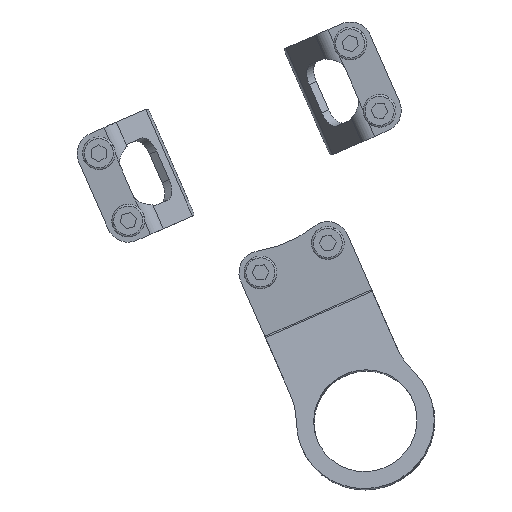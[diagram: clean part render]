
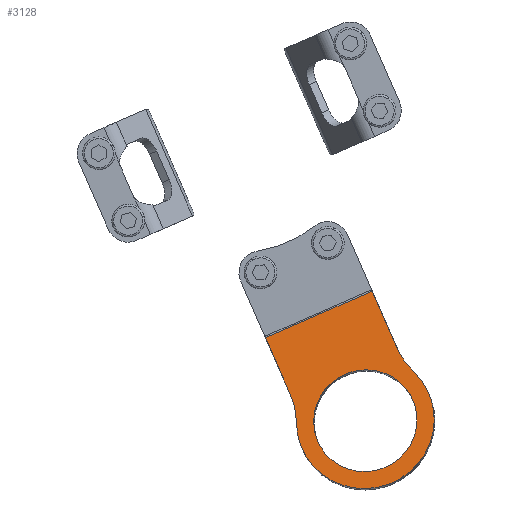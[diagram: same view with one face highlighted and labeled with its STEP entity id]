
A CAD part, front view. The second image highlights one B-rep face of the part: STEP entity #3128.
In plain terms, the highlighted planar face has unit normal (-0.083, -0.978, 0.191).
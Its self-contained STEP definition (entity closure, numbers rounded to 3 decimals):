
#57 = FACE_BOUND ( 'NONE', #7537, .T. ) ;
#180 = DIRECTION ( 'NONE',  ( 0.083, 0.978, -0.191 ) ) ;
#383 = VERTEX_POINT ( 'NONE', #9899 ) ;
#513 = LINE ( 'NONE', #855, #9345 ) ;
#661 = CARTESIAN_POINT ( 'NONE',  ( 549.639, -103.817, 618.714 ) ) ;
#691 = ORIENTED_EDGE ( 'NONE', *, *, #4388, .F. ) ;
#799 = DIRECTION ( 'NONE',  ( 0., 0.191, 0.982 ) ) ;
#855 = CARTESIAN_POINT ( 'NONE',  ( 551.38, -94.232, 668.686 ) ) ;
#887 = VECTOR ( 'NONE', #6101, 1000. ) ;
#928 = VERTEX_POINT ( 'NONE', #7092 ) ;
#1661 = CARTESIAN_POINT ( 'NONE',  ( 549.639, -101.093, 632.701 ) ) ;
#2022 = CARTESIAN_POINT ( 'NONE',  ( 549.639, -101.093, 632.701 ) ) ;
#2081 = FACE_OUTER_BOUND ( 'NONE', #6626, .T. ) ;
#2207 = CARTESIAN_POINT ( 'NONE',  ( 576.756, -97.974, 660.557 ) ) ;
#2349 = ORIENTED_EDGE ( 'NONE', *, *, #2538, .T. ) ;
#2473 = CARTESIAN_POINT ( 'NONE',  ( 551.545, -94.319, 668.309 ) ) ;
#2538 = EDGE_CURVE ( 'NONE', #4173, #383, #3299, .T. ) ;
#2761 = CARTESIAN_POINT ( 'NONE',  ( 549.639, -101.093, 632.701 ) ) ;
#2882 = DIRECTION ( 'NONE',  ( 0.083, 0.978, -0.191 ) ) ;
#3128 = ADVANCED_FACE ( 'NONE', ( #57, #2081 ), #8150, .F. ) ;
#3195 = DIRECTION ( 'NONE',  ( 0., 0.191, 0.982 ) ) ;
#3299 = CIRCLE ( 'NONE', #5025, 20. ) ;
#3660 = ORIENTED_EDGE ( 'NONE', *, *, #6831, .T. ) ;
#3736 = AXIS2_PLACEMENT_3D ( 'NONE', #2761, #180, #7103 ) ;
#3800 = CIRCLE ( 'NONE', #6030, 19. ) ;
#3872 = DIRECTION ( 'NONE',  ( 0.083, 0.978, -0.191 ) ) ;
#4121 = CARTESIAN_POINT ( 'NONE',  ( 549.639, -101.093, 632.701 ) ) ;
#4171 = AXIS2_PLACEMENT_3D ( 'NONE', #9298, #8311, #3195 ) ;
#4173 = VERTEX_POINT ( 'NONE', #6389 ) ;
#4329 = ORIENTED_EDGE ( 'NONE', *, *, #10986, .F. ) ;
#4388 = EDGE_CURVE ( 'NONE', #6164, #8622, #513, .T. ) ;
#4421 = CARTESIAN_POINT ( 'NONE',  ( 522.221, -94.319, 655.5 ) ) ;
#4433 = AXIS2_PLACEMENT_3D ( 'NONE', #2207, #3872, #6431 ) ;
#4457 = ORIENTED_EDGE ( 'NONE', *, *, #5564, .F. ) ;
#4517 = CARTESIAN_POINT ( 'NONE',  ( 510.776, -97.974, 631.736 ) ) ;
#4576 = ORIENTED_EDGE ( 'NONE', *, *, #7175, .T. ) ;
#4710 = ORIENTED_EDGE ( 'NONE', *, *, #8175, .F. ) ;
#4943 = AXIS2_PLACEMENT_3D ( 'NONE', #4121, #8352, #6756 ) ;
#4973 = CIRCLE ( 'NONE', #4171, 19. ) ;
#5025 = AXIS2_PLACEMENT_3D ( 'NONE', #4517, #9931, #9663 ) ;
#5431 = LINE ( 'NONE', #6978, #887 ) ;
#5478 = DIRECTION ( 'NONE',  ( 0., 0.191, 0.982 ) ) ;
#5564 = EDGE_CURVE ( 'NONE', #4173, #9227, #5431, .T. ) ;
#5900 = VERTEX_POINT ( 'NONE', #7229 ) ;
#6030 = AXIS2_PLACEMENT_3D ( 'NONE', #1661, #7477, #799 ) ;
#6101 = DIRECTION ( 'NONE',  ( -0.392, 0.208, 0.896 ) ) ;
#6164 = VERTEX_POINT ( 'NONE', #2473 ) ;
#6285 = EDGE_CURVE ( 'NONE', #928, #7671, #8366, .T. ) ;
#6389 = CARTESIAN_POINT ( 'NONE',  ( 529.104, -97.974, 639.742 ) ) ;
#6431 = DIRECTION ( 'NONE',  ( 0., 0.191, 0.982 ) ) ;
#6504 = VECTOR ( 'NONE', #10290, 1000. ) ;
#6626 = EDGE_LOOP ( 'NONE', ( #691, #3660, #4457, #2349, #4329, #4710, #7817 ) ) ;
#6756 = DIRECTION ( 'NONE',  ( 0., 0.191, 0.982 ) ) ;
#6831 = EDGE_CURVE ( 'NONE', #6164, #9227, #7680, .T. ) ;
#6978 = CARTESIAN_POINT ( 'NONE',  ( 522.056, -94.232, 655.876 ) ) ;
#7092 = CARTESIAN_POINT ( 'NONE',  ( 549.639, -98.369, 646.689 ) ) ;
#7103 = DIRECTION ( 'NONE',  ( 0., 0.191, 0.982 ) ) ;
#7107 = CIRCLE ( 'NONE', #4433, 20. ) ;
#7175 = EDGE_CURVE ( 'NONE', #7671, #928, #9585, .T. ) ;
#7229 = CARTESIAN_POINT ( 'NONE',  ( 562.85, -99.574, 646.272 ) ) ;
#7241 = VERTEX_POINT ( 'NONE', #9362 ) ;
#7477 = DIRECTION ( 'NONE',  ( 0.083, 0.978, -0.191 ) ) ;
#7537 = EDGE_LOOP ( 'NONE', ( #8508, #4576 ) ) ;
#7671 = VERTEX_POINT ( 'NONE', #661 ) ;
#7680 = LINE ( 'NONE', #4421, #6504 ) ;
#7817 = ORIENTED_EDGE ( 'NONE', *, *, #10342, .T. ) ;
#8150 = PLANE ( 'NONE',  #9331 ) ;
#8175 = EDGE_CURVE ( 'NONE', #5900, #7241, #3800, .T. ) ;
#8257 = CARTESIAN_POINT ( 'NONE',  ( 558.428, -97.974, 652.552 ) ) ;
#8311 = DIRECTION ( 'NONE',  ( 0.083, 0.978, -0.191 ) ) ;
#8352 = DIRECTION ( 'NONE',  ( 0.083, 0.978, -0.191 ) ) ;
#8366 = CIRCLE ( 'NONE', #3736, 14.25 ) ;
#8508 = ORIENTED_EDGE ( 'NONE', *, *, #6285, .T. ) ;
#8622 = VERTEX_POINT ( 'NONE', #8257 ) ;
#9227 = VERTEX_POINT ( 'NONE', #10620 ) ;
#9298 = CARTESIAN_POINT ( 'NONE',  ( 549.639, -101.093, 632.701 ) ) ;
#9331 = AXIS2_PLACEMENT_3D ( 'NONE', #2022, #2882, #5478 ) ;
#9345 = VECTOR ( 'NONE', #9375, 1000. ) ;
#9362 = CARTESIAN_POINT ( 'NONE',  ( 568.573, -102.674, 632.854 ) ) ;
#9375 = DIRECTION ( 'NONE',  ( 0.392, -0.208, -0.896 ) ) ;
#9585 = CIRCLE ( 'NONE', #4943, 14.25 ) ;
#9663 = DIRECTION ( 'NONE',  ( 0., 0.191, 0.982 ) ) ;
#9899 = CARTESIAN_POINT ( 'NONE',  ( 530.706, -99.574, 632.231 ) ) ;
#9931 = DIRECTION ( 'NONE',  ( 0.083, 0.978, -0.191 ) ) ;
#10290 = DIRECTION ( 'NONE',  ( -0.916, 0., -0.4 ) ) ;
#10342 = EDGE_CURVE ( 'NONE', #5900, #8622, #7107, .T. ) ;
#10620 = CARTESIAN_POINT ( 'NONE',  ( 522.221, -94.319, 655.5 ) ) ;
#10986 = EDGE_CURVE ( 'NONE', #7241, #383, #4973, .T. ) ;
